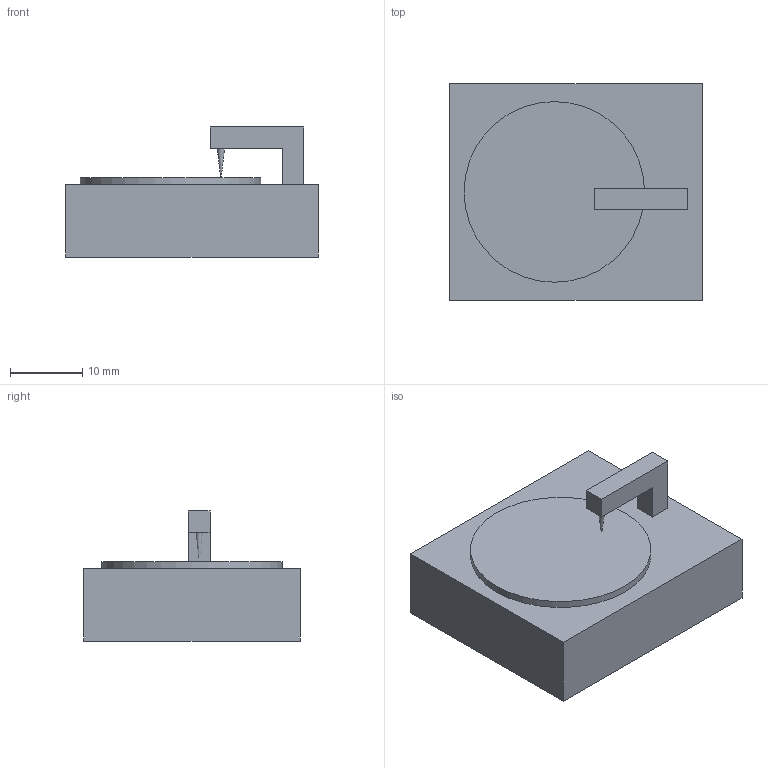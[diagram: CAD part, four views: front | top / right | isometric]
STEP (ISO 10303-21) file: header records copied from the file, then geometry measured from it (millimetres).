
FILE_DESCRIPTION(/* description */ (''),/* implementation_level */ '2;1');
FILE_NAME(/* name */ 'turn_table_scribe.step',/* time_stamp */ '2025-09-17T08:40:57-04:00',/* author */ (''),/* organization */ (''),/* preprocessor_version */ 'ST-DEVELOPER v20.1',/* originating_system */ 'Autodesk Translation Framework v14.10.0.0',/* authorisation */ '');
FILE_SCHEMA (('AUTOMOTIVE_DESIGN { 1 0 10303 214 3 1 1 }'));
Length unit declared in the file: millimetre
Products named in the file (1): turn_table_scribe
Bounding box: 35 x 30 x 18 mm (x, y, z)
Volume: 11154 mm3; surface area: 4684 mm2
Topology: 3 solids, 3 shells, 19 faces, 36 edges, 24 vertices
Faces by surface type: plane 17, cylinder 1, cone 1
Full cylindrical faces by diameter (mm): 25 x1
Entity records: 526 total; most frequent: DIRECTION 80, CARTESIAN_POINT 80, ORIENTED_EDGE 72, EDGE_CURVE 36, LINE 32, VECTOR 32, VERTEX_POINT 24, AXIS2_PLACEMENT_3D 24
